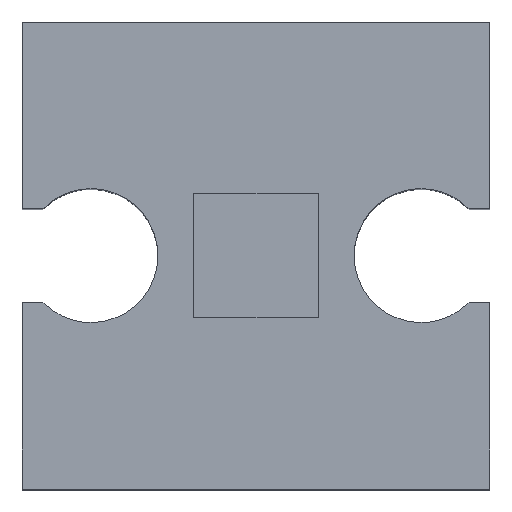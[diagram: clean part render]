
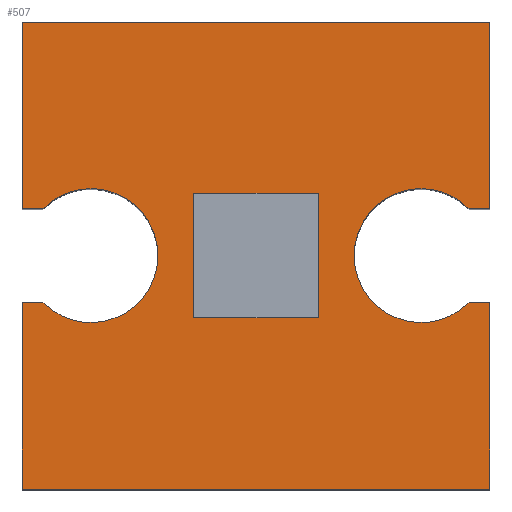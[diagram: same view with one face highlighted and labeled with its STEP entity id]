
A CAD part, top view. The second image highlights one B-rep face of the part: STEP entity #507.
In plain terms, the highlighted planar face has unit normal (0, 0, 1).
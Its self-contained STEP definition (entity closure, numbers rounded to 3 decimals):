
#15=FACE_BOUND('',#97,.T.);
#40=PLANE('',#559);
#68=FACE_OUTER_BOUND('',#96,.T.);
#96=EDGE_LOOP('',(#449,#450,#451,#452,#453,#454,#455,#456,#457,#458,#459,
#460));
#97=EDGE_LOOP('',(#461,#462,#463,#464));
#104=LINE('',#709,#161);
#109=LINE('',#735,#166);
#123=LINE('',#775,#180);
#124=LINE('',#777,#181);
#127=LINE('',#786,#184);
#132=LINE('',#800,#189);
#135=LINE('',#807,#192);
#139=LINE('',#816,#196);
#143=LINE('',#827,#200);
#152=LINE('',#843,#209);
#153=LINE('',#846,#210);
#156=LINE('',#851,#213);
#157=LINE('',#853,#214);
#158=LINE('',#854,#215);
#161=VECTOR('',#574,10.);
#166=VECTOR('',#587,10.);
#180=VECTOR('',#617,10.);
#181=VECTOR('',#620,10.);
#184=VECTOR('',#631,10.);
#189=VECTOR('',#644,10.);
#192=VECTOR('',#649,10.);
#196=VECTOR('',#655,10.);
#200=VECTOR('',#667,10.);
#209=VECTOR('',#680,10.);
#210=VECTOR('',#683,10.);
#213=VECTOR('',#688,10.);
#214=VECTOR('',#691,10.);
#215=VECTOR('',#692,10.);
#220=CIRCLE('',#546,2.15);
#222=CIRCLE('',#552,2.15);
#226=VERTEX_POINT('',#705);
#228=VERTEX_POINT('',#708);
#233=VERTEX_POINT('',#731);
#235=VERTEX_POINT('',#734);
#244=VERTEX_POINT('',#784);
#245=VERTEX_POINT('',#785);
#248=VERTEX_POINT('',#793);
#250=VERTEX_POINT('',#799);
#252=VERTEX_POINT('',#805);
#253=VERTEX_POINT('',#806);
#256=VERTEX_POINT('',#814);
#257=VERTEX_POINT('',#815);
#260=VERTEX_POINT('',#826);
#265=VERTEX_POINT('',#841);
#266=VERTEX_POINT('',#845);
#267=VERTEX_POINT('',#849);
#272=EDGE_CURVE('',#226,#228,#104,.T.);
#280=EDGE_CURVE('',#235,#233,#109,.T.);
#297=EDGE_CURVE('',#235,#226,#123,.T.);
#298=EDGE_CURVE('',#233,#228,#124,.T.);
#301=EDGE_CURVE('',#244,#245,#127,.T.);
#305=EDGE_CURVE('',#248,#244,#220,.T.);
#308=EDGE_CURVE('',#250,#248,#132,.T.);
#311=EDGE_CURVE('',#252,#253,#135,.T.);
#315=EDGE_CURVE('',#256,#257,#139,.T.);
#319=EDGE_CURVE('',#253,#256,#222,.T.);
#321=EDGE_CURVE('',#250,#260,#143,.T.);
#330=EDGE_CURVE('',#257,#265,#152,.T.);
#331=EDGE_CURVE('',#266,#252,#153,.T.);
#334=EDGE_CURVE('',#267,#245,#156,.T.);
#335=EDGE_CURVE('',#266,#267,#157,.T.);
#336=EDGE_CURVE('',#260,#265,#158,.T.);
#449=ORIENTED_EDGE('',*,*,#301,.T.);
#450=ORIENTED_EDGE('',*,*,#334,.F.);
#451=ORIENTED_EDGE('',*,*,#335,.F.);
#452=ORIENTED_EDGE('',*,*,#331,.T.);
#453=ORIENTED_EDGE('',*,*,#311,.T.);
#454=ORIENTED_EDGE('',*,*,#319,.T.);
#455=ORIENTED_EDGE('',*,*,#315,.T.);
#456=ORIENTED_EDGE('',*,*,#330,.T.);
#457=ORIENTED_EDGE('',*,*,#336,.F.);
#458=ORIENTED_EDGE('',*,*,#321,.F.);
#459=ORIENTED_EDGE('',*,*,#308,.T.);
#460=ORIENTED_EDGE('',*,*,#305,.T.);
#461=ORIENTED_EDGE('',*,*,#297,.F.);
#462=ORIENTED_EDGE('',*,*,#280,.T.);
#463=ORIENTED_EDGE('',*,*,#298,.T.);
#464=ORIENTED_EDGE('',*,*,#272,.F.);
#507=ADVANCED_FACE('',(#68,#15),#40,.T.);
#546=AXIS2_PLACEMENT_3D('',#794,#637,#638);
#552=AXIS2_PLACEMENT_3D('',#823,#661,#662);
#559=AXIS2_PLACEMENT_3D('',#852,#689,#690);
#574=DIRECTION('',(-1.,0.,0.));
#587=DIRECTION('',(-1.,0.,0.));
#617=DIRECTION('',(0.,1.,0.));
#620=DIRECTION('',(0.,1.,0.));
#631=DIRECTION('',(-1.,0.,0.));
#637=DIRECTION('center_axis',(0.,0.,-1.));
#638=DIRECTION('ref_axis',(0.,-1.,0.));
#644=DIRECTION('',(1.,0.,0.));
#649=DIRECTION('',(-1.,0.,0.));
#655=DIRECTION('',(1.,0.,0.));
#661=DIRECTION('center_axis',(0.,0.,-1.));
#662=DIRECTION('ref_axis',(1.,0.,0.));
#667=DIRECTION('',(0.,1.,0.));
#680=DIRECTION('',(0.,1.,0.));
#683=DIRECTION('',(0.,1.,0.));
#688=DIRECTION('',(0.,1.,0.));
#689=DIRECTION('center_axis',(0.,0.,1.));
#690=DIRECTION('ref_axis',(1.,0.,0.));
#691=DIRECTION('',(-1.,0.,0.));
#692=DIRECTION('',(1.,0.,0.));
#705=CARTESIAN_POINT('',(8.739,8.739,15.));
#708=CARTESIAN_POINT('',(6.239,8.739,15.));
#709=CARTESIAN_POINT('',(9.5,8.739,15.));
#731=CARTESIAN_POINT('',(6.239,6.239,15.));
#734=CARTESIAN_POINT('',(8.739,6.239,15.));
#735=CARTESIAN_POINT('',(9.5,6.239,15.));
#775=CARTESIAN_POINT('',(8.739,5.5,15.));
#777=CARTESIAN_POINT('',(6.239,5.5,15.));
#784=CARTESIAN_POINT('',(0.66,6.,15.));
#785=CARTESIAN_POINT('',(0.,6.,15.));
#786=CARTESIAN_POINT('',(0.33,6.,15.));
#793=CARTESIAN_POINT('',(0.66,9.,15.));
#794=CARTESIAN_POINT('Origin',(2.2,7.5,15.));
#799=CARTESIAN_POINT('',(0.,9.,15.));
#800=CARTESIAN_POINT('',(0.,9.,15.));
#805=CARTESIAN_POINT('',(15.,6.,15.));
#806=CARTESIAN_POINT('',(14.34,6.,15.));
#807=CARTESIAN_POINT('',(7.5,6.,15.));
#814=CARTESIAN_POINT('',(14.34,9.,15.));
#815=CARTESIAN_POINT('',(15.,9.,15.));
#816=CARTESIAN_POINT('',(7.17,9.,15.));
#823=CARTESIAN_POINT('Origin',(12.8,7.5,15.));
#826=CARTESIAN_POINT('',(0.,15.,15.));
#827=CARTESIAN_POINT('',(0.,0.,15.));
#841=CARTESIAN_POINT('',(15.,15.,15.));
#843=CARTESIAN_POINT('',(15.,0.,15.));
#845=CARTESIAN_POINT('',(15.,0.,15.));
#846=CARTESIAN_POINT('',(15.,0.,15.));
#849=CARTESIAN_POINT('',(0.,0.,15.));
#851=CARTESIAN_POINT('',(0.,0.,15.));
#852=CARTESIAN_POINT('Origin',(0.,0.,15.));
#853=CARTESIAN_POINT('',(15.,0.,15.));
#854=CARTESIAN_POINT('',(15.,15.,15.));
